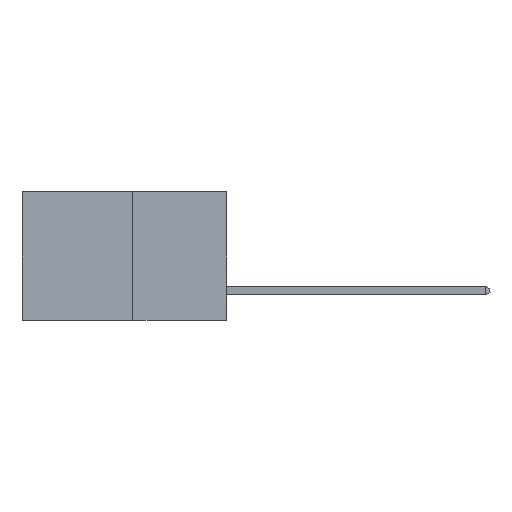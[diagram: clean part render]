
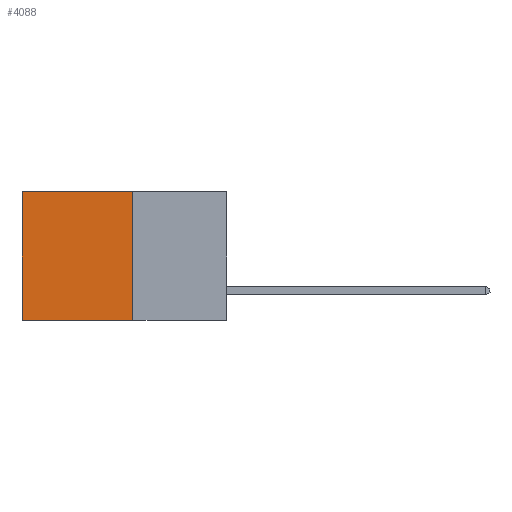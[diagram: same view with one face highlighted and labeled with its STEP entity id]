
A CAD part, left-side view. The second image highlights one B-rep face of the part: STEP entity #4088.
In plain terms, the highlighted planar face has unit normal (-1, 0, 0).
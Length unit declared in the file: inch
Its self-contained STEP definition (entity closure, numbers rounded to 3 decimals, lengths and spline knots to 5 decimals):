
#98 = EDGE_CURVE ( 'NONE', #2304, #7854, #9269, .T. ) ;
#226 = EDGE_LOOP ( 'NONE', ( #5335, #7586, #1861, #8040 ) ) ;
#601 = AXIS2_PLACEMENT_3D ( 'NONE', #8645, #8642, #8613 ) ;
#617 = CARTESIAN_POINT ( 'NONE',  ( 0.277, 0.59, -0.37 ) ) ;
#1861 = ORIENTED_EDGE ( 'NONE', *, *, #6969, .F. ) ;
#2007 = DIRECTION ( 'NONE',  ( 0., 0., -1. ) ) ;
#2195 = CARTESIAN_POINT ( 'NONE',  ( 0.277, 0.27, -0.37 ) ) ;
#2304 = VERTEX_POINT ( 'NONE', #8441 ) ;
#2642 = VECTOR ( 'NONE', #6684, 39.37008 ) ;
#3926 = VERTEX_POINT ( 'NONE', #7675 ) ;
#4088 = ADVANCED_FACE ( 'NONE', ( #6295 ), #8659, .F. ) ;
#4289 = DIRECTION ( 'NONE',  ( 0., 1., 0. ) ) ;
#4514 = EDGE_CURVE ( 'NONE', #9010, #3926, #4738, .T. ) ;
#4738 = LINE ( 'NONE', #6665, #2642 ) ;
#5013 = DIRECTION ( 'NONE',  ( 0., 0., -1. ) ) ;
#5335 = ORIENTED_EDGE ( 'NONE', *, *, #8971, .T. ) ;
#6295 = FACE_OUTER_BOUND ( 'NONE', #226, .T. ) ;
#6665 = CARTESIAN_POINT ( 'NONE',  ( 0.277, 0.27, -0.37 ) ) ;
#6684 = DIRECTION ( 'NONE',  ( 0., 1., 0. ) ) ;
#6969 = EDGE_CURVE ( 'NONE', #2304, #9010, #9211, .T. ) ;
#7141 = VECTOR ( 'NONE', #4289, 39.37008 ) ;
#7586 = ORIENTED_EDGE ( 'NONE', *, *, #4514, .F. ) ;
#7675 = CARTESIAN_POINT ( 'NONE',  ( 0.277, 0.59, -0.37 ) ) ;
#7854 = VERTEX_POINT ( 'NONE', #8093 ) ;
#8040 = ORIENTED_EDGE ( 'NONE', *, *, #98, .T. ) ;
#8093 = CARTESIAN_POINT ( 'NONE',  ( 0.277, 0.59, 0. ) ) ;
#8441 = CARTESIAN_POINT ( 'NONE',  ( 0.277, 0.27, 0. ) ) ;
#8613 = DIRECTION ( 'NONE',  ( 0., 0., -1. ) ) ;
#8642 = DIRECTION ( 'NONE',  ( 1., 0., 0. ) ) ;
#8645 = CARTESIAN_POINT ( 'NONE',  ( 0.277, 0.27, -0.37 ) ) ;
#8659 = PLANE ( 'NONE',  #601 ) ;
#8971 = EDGE_CURVE ( 'NONE', #7854, #3926, #9624, .T. ) ;
#9009 = VECTOR ( 'NONE', #2007, 39.37008 ) ;
#9010 = VERTEX_POINT ( 'NONE', #9608 ) ;
#9211 = LINE ( 'NONE', #2195, #9009 ) ;
#9269 = LINE ( 'NONE', #9786, #7141 ) ;
#9405 = VECTOR ( 'NONE', #5013, 39.37008 ) ;
#9608 = CARTESIAN_POINT ( 'NONE',  ( 0.277, 0.27, -0.37 ) ) ;
#9624 = LINE ( 'NONE', #617, #9405 ) ;
#9786 = CARTESIAN_POINT ( 'NONE',  ( 0.277, 0.27, 0. ) ) ;
